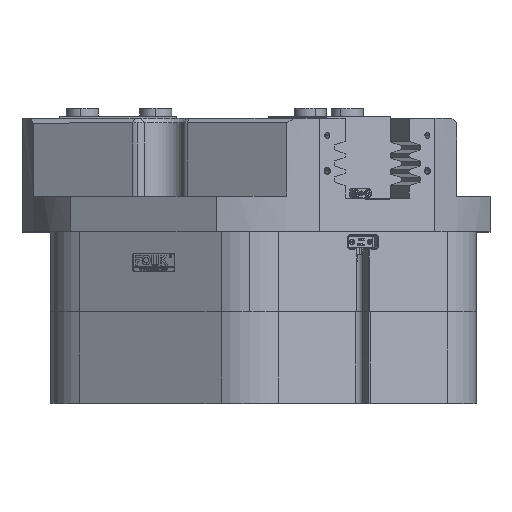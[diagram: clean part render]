
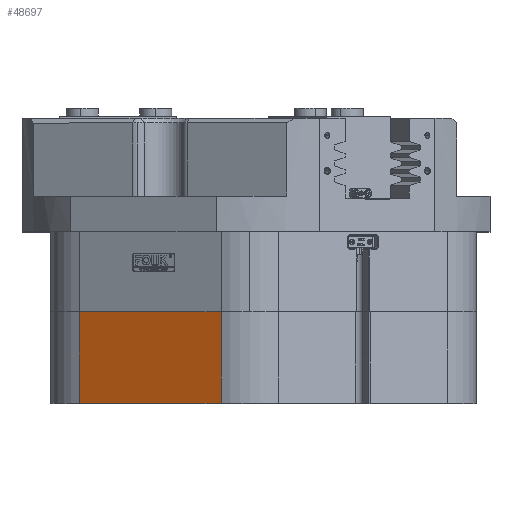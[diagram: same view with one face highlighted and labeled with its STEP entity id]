
A CAD part, top view. The second image highlights one B-rep face of the part: STEP entity #48697.
In plain terms, the highlighted face is planar.
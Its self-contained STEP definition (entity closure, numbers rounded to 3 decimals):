
#598 = ORIENTED_EDGE ( 'NONE', *, *, #22519, .F. ) ;
#4414 = LINE ( 'NONE', #39764, #52443 ) ;
#4796 = EDGE_CURVE ( 'NONE', #38125, #33482, #16031, .T. ) ;
#5453 = VECTOR ( 'NONE', #11055, 1000. ) ;
#6113 = DIRECTION ( 'NONE',  ( 0., -1., 0. ) ) ;
#6576 = CARTESIAN_POINT ( 'NONE',  ( 33., 0., -200.341 ) ) ;
#7813 = ORIENTED_EDGE ( 'NONE', *, *, #38159, .T. ) ;
#10595 = CARTESIAN_POINT ( 'NONE',  ( 95., 0., -164.545 ) ) ;
#11055 = DIRECTION ( 'NONE',  ( 0., 1., 0. ) ) ;
#12749 = AXIS2_PLACEMENT_3D ( 'NONE', #14355, #46861, #23922 ) ;
#14355 = CARTESIAN_POINT ( 'NONE',  ( 380., 0., 0. ) ) ;
#16031 = LINE ( 'NONE', #10595, #26959 ) ;
#18727 = CARTESIAN_POINT ( 'NONE',  ( 157., 80., -128.749 ) ) ;
#21686 = VERTEX_POINT ( 'NONE', #18727 ) ;
#22519 = EDGE_CURVE ( 'NONE', #21686, #27016, #4414, .T. ) ;
#23922 = DIRECTION ( 'NONE',  ( -0.866, 0., -0.5 ) ) ;
#24034 = EDGE_CURVE ( 'NONE', #21686, #38125, #48026, .T. ) ;
#26959 = VECTOR ( 'NONE', #52466, 1000. ) ;
#27016 = VERTEX_POINT ( 'NONE', #38581 ) ;
#29463 = LINE ( 'NONE', #6576, #5453 ) ;
#29629 = ORIENTED_EDGE ( 'NONE', *, *, #24034, .T. ) ;
#33482 = VERTEX_POINT ( 'NONE', #43929 ) ;
#36475 = FACE_OUTER_BOUND ( 'NONE', #44396, .T. ) ;
#38125 = VERTEX_POINT ( 'NONE', #48055 ) ;
#38159 = EDGE_CURVE ( 'NONE', #33482, #27016, #29463, .T. ) ;
#38581 = CARTESIAN_POINT ( 'NONE',  ( 33., 80., -200.341 ) ) ;
#39764 = CARTESIAN_POINT ( 'NONE',  ( 380., 80., 0. ) ) ;
#41254 = ORIENTED_EDGE ( 'NONE', *, *, #4796, .T. ) ;
#42933 = VECTOR ( 'NONE', #6113, 1000. ) ;
#43929 = CARTESIAN_POINT ( 'NONE',  ( 33., 0., -200.341 ) ) ;
#44396 = EDGE_LOOP ( 'NONE', ( #598, #29629, #41254, #7813 ) ) ;
#44621 = DIRECTION ( 'NONE',  ( -0.866, 0., -0.5 ) ) ;
#46861 = DIRECTION ( 'NONE',  ( 0.5, 0., -0.866 ) ) ;
#47380 = CARTESIAN_POINT ( 'NONE',  ( 157., 0., -128.749 ) ) ;
#48026 = LINE ( 'NONE', #47380, #42933 ) ;
#48055 = CARTESIAN_POINT ( 'NONE',  ( 157., 0., -128.749 ) ) ;
#48697 = ADVANCED_FACE ( 'NONE', ( #36475 ), #56024, .T. ) ;
#52443 = VECTOR ( 'NONE', #44621, 1000. ) ;
#52466 = DIRECTION ( 'NONE',  ( -0.866, 0., -0.5 ) ) ;
#56024 = PLANE ( 'NONE',  #12749 ) ;
